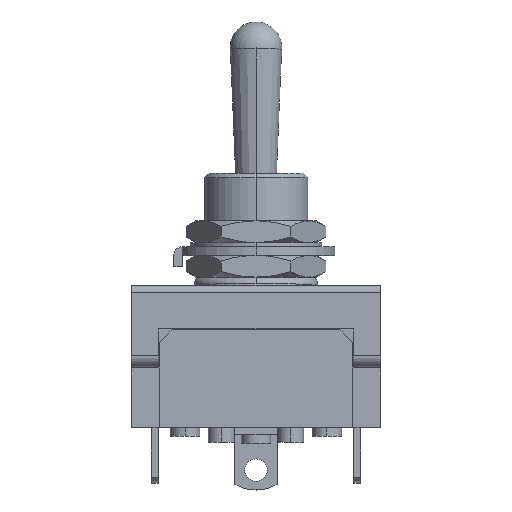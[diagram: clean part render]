
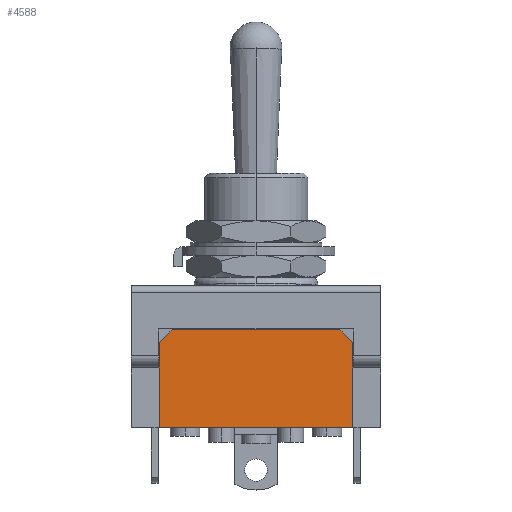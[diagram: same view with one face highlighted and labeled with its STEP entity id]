
A CAD part, top view. The second image highlights one B-rep face of the part: STEP entity #4588.
In plain terms, the highlighted planar face has unit normal (0, 0, 1).
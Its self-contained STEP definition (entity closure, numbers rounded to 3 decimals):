
#206 = CARTESIAN_POINT ( 'NONE',  ( 11.2, -14.8, 8. ) ) ;
#232 = AXIS2_PLACEMENT_3D ( 'NONE', #306, #2535, #3098 ) ;
#306 = CARTESIAN_POINT ( 'NONE',  ( 0., -14.8, 8. ) ) ;
#656 = VERTEX_POINT ( 'NONE', #2134 ) ;
#1583 = CARTESIAN_POINT ( 'NONE',  ( 9.7, -3.5, 8. ) ) ;
#1656 = VERTEX_POINT ( 'NONE', #206 ) ;
#2134 = CARTESIAN_POINT ( 'NONE',  ( -11.2, -5., 8. ) ) ;
#2191 = EDGE_CURVE ( 'NONE', #656, #2646, #2289, .T. ) ;
#2232 = VECTOR ( 'NONE', #8172, 1000. ) ;
#2289 = LINE ( 'NONE', #4224, #4352 ) ;
#2370 = EDGE_LOOP ( 'NONE', ( #2977, #4338, #5343, #8780, #7931, #7458 ) ) ;
#2463 = LINE ( 'NONE', #5019, #3887 ) ;
#2487 = EDGE_CURVE ( 'NONE', #5820, #5848, #4783, .T. ) ;
#2535 = DIRECTION ( 'NONE',  ( 0., 0., 1. ) ) ;
#2646 = VERTEX_POINT ( 'NONE', #8132 ) ;
#2918 = DIRECTION ( 'NONE',  ( 0., 1., 0. ) ) ;
#2977 = ORIENTED_EDGE ( 'NONE', *, *, #6401, .T. ) ;
#3098 = DIRECTION ( 'NONE',  ( 1., 0., 0. ) ) ;
#3178 = FACE_OUTER_BOUND ( 'NONE', #2370, .T. ) ;
#3364 = CARTESIAN_POINT ( 'NONE',  ( 0., -3.5, 8. ) ) ;
#3716 = CARTESIAN_POINT ( 'NONE',  ( 11.2, -5., 8. ) ) ;
#3887 = VECTOR ( 'NONE', #2918, 1000. ) ;
#3936 = CARTESIAN_POINT ( 'NONE',  ( 11.2, -5., 8. ) ) ;
#4073 = LINE ( 'NONE', #3936, #2232 ) ;
#4128 = VECTOR ( 'NONE', #8016, 1000. ) ;
#4224 = CARTESIAN_POINT ( 'NONE',  ( -9.7, -3.5, 8. ) ) ;
#4338 = ORIENTED_EDGE ( 'NONE', *, *, #2191, .F. ) ;
#4352 = VECTOR ( 'NONE', #7704, 1000. ) ;
#4531 = CARTESIAN_POINT ( 'NONE',  ( -11.2, -14.8, 8. ) ) ;
#4588 = ADVANCED_FACE ( 'NONE', ( #3178 ), #6660, .T. ) ;
#4698 = LINE ( 'NONE', #3364, #6631 ) ;
#4783 = LINE ( 'NONE', #7928, #4128 ) ;
#4948 = DIRECTION ( 'NONE',  ( 1., 0., 0. ) ) ;
#5019 = CARTESIAN_POINT ( 'NONE',  ( -11.2, -5., 8. ) ) ;
#5343 = ORIENTED_EDGE ( 'NONE', *, *, #7691, .F. ) ;
#5820 = VERTEX_POINT ( 'NONE', #3716 ) ;
#5848 = VERTEX_POINT ( 'NONE', #1583 ) ;
#6392 = DIRECTION ( 'NONE',  ( -1., 0., 0. ) ) ;
#6401 = EDGE_CURVE ( 'NONE', #5848, #2646, #4698, .T. ) ;
#6631 = VECTOR ( 'NONE', #6392, 1000. ) ;
#6660 = PLANE ( 'NONE',  #232 ) ;
#7458 = ORIENTED_EDGE ( 'NONE', *, *, #2487, .T. ) ;
#7691 = EDGE_CURVE ( 'NONE', #8063, #656, #2463, .T. ) ;
#7704 = DIRECTION ( 'NONE',  ( 0.707, 0.707, 0. ) ) ;
#7872 = CARTESIAN_POINT ( 'NONE',  ( 0., -14.8, 8. ) ) ;
#7928 = CARTESIAN_POINT ( 'NONE',  ( 9.7, -3.5, 8. ) ) ;
#7931 = ORIENTED_EDGE ( 'NONE', *, *, #8911, .T. ) ;
#8016 = DIRECTION ( 'NONE',  ( -0.707, 0.707, 0. ) ) ;
#8063 = VERTEX_POINT ( 'NONE', #4531 ) ;
#8132 = CARTESIAN_POINT ( 'NONE',  ( -9.7, -3.5, 8. ) ) ;
#8172 = DIRECTION ( 'NONE',  ( 0., 1., 0. ) ) ;
#8333 = LINE ( 'NONE', #7872, #8658 ) ;
#8586 = EDGE_CURVE ( 'NONE', #8063, #1656, #8333, .T. ) ;
#8658 = VECTOR ( 'NONE', #4948, 1000. ) ;
#8780 = ORIENTED_EDGE ( 'NONE', *, *, #8586, .T. ) ;
#8911 = EDGE_CURVE ( 'NONE', #1656, #5820, #4073, .T. ) ;
